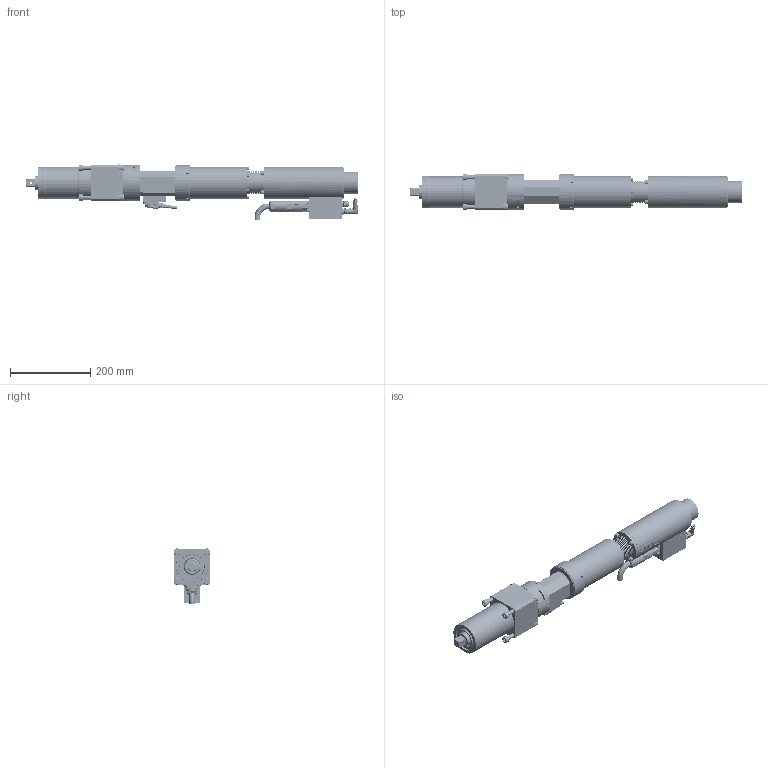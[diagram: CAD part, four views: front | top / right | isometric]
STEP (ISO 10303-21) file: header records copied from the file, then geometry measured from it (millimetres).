
FILE_DESCRIPTION(/* description */ (''),/* implementation_level */ '2;1');
FILE_NAME(/* name */ '4BD500T1S-A_IAM_001.iam.step',/* time_stamp */ '2021-07-30T07:14:54+02:00',/* author */ ('cideon'),/* organization */ (''),/* preprocessor_version */ 'ST-DEVELOPER v17.2',/* originating_system */ 'Autodesk Inventor 2019',/* authorisation */ '');
FILE_SCHEMA (('AUTOMOTIVE_DESIGN { 1 0 10303 214 3 1 1 }'));
Products named in the file (1): Bauteil1
Bounding box: 825.8 x 91.49 x 137.5 mm (x, y, z)
Volume: 3175230.5 mm3; surface area: 570454.9 mm2
Topology: 3 solids, 12 shells, 5706 faces, 16372 edges, 10807 vertices
Faces by surface type: plane 3403, cylinder 1343, cone 416, bspline 327, torus 204, sphere 13
Full cylindrical faces by diameter (mm): 0.434 x2, 0.6 x16, 0.9 x8, 1.4 x2, 1.6 x2, 1.7 x2, 1.83 x2, 2.1 x2, 2.5 x7, 3 x4, 3.2 x2, 3.3 x4, 3.85 x1, 4 x2, 4.02 x2, 5 x2, 5.1 x1, 5.5 x12, 5.9 x1, 6 x12, 6.2 x1, 6.3 x1, 7 x8, 7.3 x1, 8.5 x4, 8.7 x1, 9 x2, 10 x14, 10.9 x2, 11.5 x2
Entity records: 242540 total; most frequent: CARTESIAN_POINT 91159, ORIENTED_EDGE 32700, DIRECTION 29915, EDGE_CURVE 16359, AXIS2_PLACEMENT_3D 10950, VERTEX_POINT 10807, LINE 8015, VECTOR 8015
